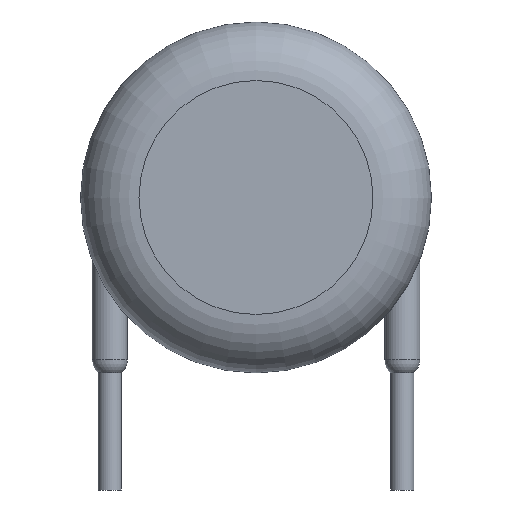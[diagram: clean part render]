
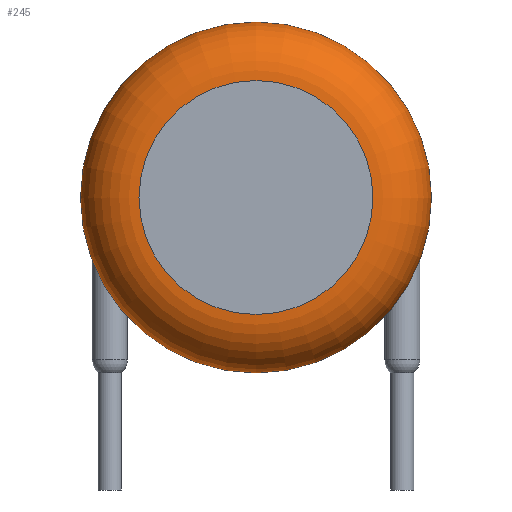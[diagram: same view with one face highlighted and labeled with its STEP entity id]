
A CAD part, front view. The second image highlights one B-rep face of the part: STEP entity #245.
In plain terms, the highlighted toroidal (fillet/blend) face has major radius 4 mm and minor radius 2 mm.
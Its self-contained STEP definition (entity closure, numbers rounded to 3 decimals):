
#56=FACE_OUTER_BOUND('',#75,.T.);
#75=EDGE_LOOP('',(#177,#178,#179,#180,#181));
#96=CIRCLE('',#283,4.);
#97=CIRCLE('',#284,2.);
#98=CIRCLE('',#285,6.);
#99=CIRCLE('',#286,6.);
#122=VERTEX_POINT('',#428);
#123=VERTEX_POINT('',#430);
#124=VERTEX_POINT('',#432);
#144=EDGE_CURVE('',#122,#122,#96,.T.);
#145=EDGE_CURVE('',#122,#123,#97,.T.);
#146=EDGE_CURVE('',#123,#124,#98,.T.);
#147=EDGE_CURVE('',#124,#123,#99,.T.);
#177=ORIENTED_EDGE('',*,*,#144,.T.);
#178=ORIENTED_EDGE('',*,*,#145,.T.);
#179=ORIENTED_EDGE('',*,*,#146,.T.);
#180=ORIENTED_EDGE('',*,*,#147,.T.);
#181=ORIENTED_EDGE('',*,*,#145,.F.);
#243=TOROIDAL_SURFACE('',#282,4.,2.);
#245=ADVANCED_FACE('',(#56),#243,.T.);
#282=AXIS2_PLACEMENT_3D('',#427,#329,#330);
#283=AXIS2_PLACEMENT_3D('',#429,#331,#332);
#284=AXIS2_PLACEMENT_3D('',#431,#333,#334);
#285=AXIS2_PLACEMENT_3D('',#433,#335,#336);
#286=AXIS2_PLACEMENT_3D('',#434,#337,#338);
#329=DIRECTION('center_axis',(0.,-1.,0.));
#330=DIRECTION('ref_axis',(0.,0.,-1.));
#331=DIRECTION('center_axis',(0.,1.,0.));
#332=DIRECTION('ref_axis',(1.,0.,0.));
#333=DIRECTION('center_axis',(-1.,0.,0.));
#334=DIRECTION('ref_axis',(0.,0.,1.));
#335=DIRECTION('center_axis',(0.,-1.,0.));
#336=DIRECTION('ref_axis',(1.,0.,0.));
#337=DIRECTION('center_axis',(0.,-1.,0.));
#338=DIRECTION('ref_axis',(1.,0.,0.));
#427=CARTESIAN_POINT('Origin',(0.,-1.,0.));
#428=CARTESIAN_POINT('',(0.,-3.,4.));
#429=CARTESIAN_POINT('Origin',(0.,-3.,0.));
#430=CARTESIAN_POINT('',(0.,-1.,6.));
#431=CARTESIAN_POINT('Origin',(0.,-1.,4.));
#432=CARTESIAN_POINT('',(-6.,-1.,0.));
#433=CARTESIAN_POINT('Origin',(0.,-1.,0.));
#434=CARTESIAN_POINT('Origin',(0.,-1.,0.));
